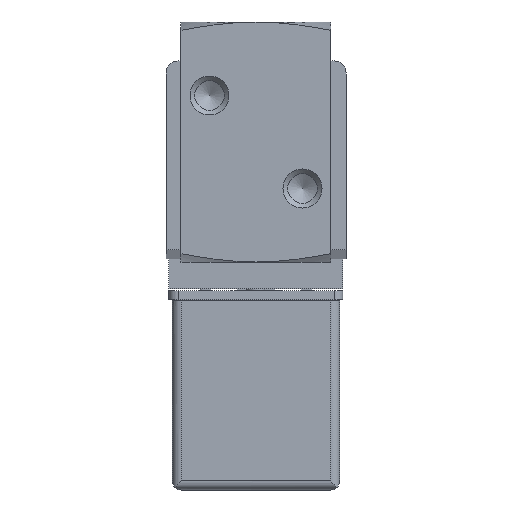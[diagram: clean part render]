
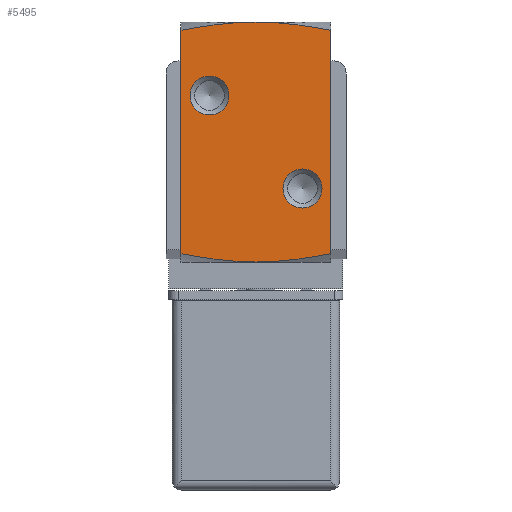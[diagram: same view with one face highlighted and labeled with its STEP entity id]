
A CAD part, front view. The second image highlights one B-rep face of the part: STEP entity #5495.
In plain terms, the highlighted planar face has unit normal (0, -1, 0).
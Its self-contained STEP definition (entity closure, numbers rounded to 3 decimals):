
#170=CIRCLE('',#6390,3.25);
#171=CIRCLE('',#6391,3.25);
#422=B_SPLINE_CURVE_WITH_KNOTS('',3,(#8817,#8818,#8819,#8820),
 .UNSPECIFIED.,.F.,.F.,(4,4),(0.026,0.038),
 .UNSPECIFIED.);
#423=B_SPLINE_CURVE_WITH_KNOTS('',3,(#8822,#8823,#8824,#8825,#8826),
 .UNSPECIFIED.,.F.,.F.,(4,1,4),(0.038,0.044,0.051),
 .UNSPECIFIED.);
#425=B_SPLINE_CURVE_WITH_KNOTS('',3,(#8841,#8842,#8843,#8844,#8845),
 .UNSPECIFIED.,.F.,.F.,(4,1,4),(0.038,0.044,0.051),
 .UNSPECIFIED.);
#426=B_SPLINE_CURVE_WITH_KNOTS('',3,(#8847,#8848,#8849,#8850),
 .UNSPECIFIED.,.F.,.F.,(4,4),(0.026,0.038),
 .UNSPECIFIED.);
#599=ORIENTED_EDGE('',*,*,#2138,.F.);
#600=ORIENTED_EDGE('',*,*,#2139,.F.);
#601=ORIENTED_EDGE('',*,*,#2140,.T.);
#602=ORIENTED_EDGE('',*,*,#2130,.F.);
#603=ORIENTED_EDGE('',*,*,#2137,.F.);
#604=ORIENTED_EDGE('',*,*,#2041,.F.);
#605=ORIENTED_EDGE('',*,*,#2136,.F.);
#606=ORIENTED_EDGE('',*,*,#2129,.F.);
#2041=EDGE_CURVE('',#2832,#2833,#3370,.T.);
#2129=EDGE_CURVE('',#2900,#2899,#422,.T.);
#2130=EDGE_CURVE('',#2901,#2902,#423,.T.);
#2136=EDGE_CURVE('',#2899,#2832,#425,.T.);
#2137=EDGE_CURVE('',#2833,#2901,#426,.T.);
#2138=EDGE_CURVE('',#2905,#2905,#170,.T.);
#2139=EDGE_CURVE('',#2906,#2906,#171,.T.);
#2140=EDGE_CURVE('',#2900,#2902,#3387,.T.);
#2832=VERTEX_POINT('',#8501);
#2833=VERTEX_POINT('',#8502);
#2899=VERTEX_POINT('',#8808);
#2900=VERTEX_POINT('',#8816);
#2901=VERTEX_POINT('',#8827);
#2902=VERTEX_POINT('',#8828);
#2905=VERTEX_POINT('',#8853);
#2906=VERTEX_POINT('',#8855);
#3370=LINE('',#8500,#3870);
#3387=LINE('',#8856,#3887);
#3870=VECTOR('',#6880,1000.);
#3887=VECTOR('',#7047,1000.);
#4424=EDGE_LOOP('',(#599));
#4425=EDGE_LOOP('',(#600));
#4426=EDGE_LOOP('',(#601,#602,#603,#604,#605,#606));
#4858=FACE_BOUND('',#4424,.T.);
#4859=FACE_BOUND('',#4425,.T.);
#4860=FACE_BOUND('',#4426,.T.);
#5255=PLANE('',#6389);
#5495=ADVANCED_FACE('',(#4858,#4859,#4860),#5255,.F.);
#6389=AXIS2_PLACEMENT_3D('',#8851,#7041,#7042);
#6390=AXIS2_PLACEMENT_3D('',#8852,#7043,#7044);
#6391=AXIS2_PLACEMENT_3D('',#8854,#7045,#7046);
#6880=DIRECTION('',(0.,0.,-1.));
#7041=DIRECTION('',(0.,1.,0.));
#7042=DIRECTION('',(0.,0.,1.));
#7043=DIRECTION('',(0.,-1.,0.));
#7044=DIRECTION('',(0.,0.,-1.));
#7045=DIRECTION('',(0.,-1.,0.));
#7046=DIRECTION('',(0.,0.,-1.));
#7047=DIRECTION('',(0.,0.,-1.));
#8500=CARTESIAN_POINT('',(12.5,-12.5,20.));
#8501=CARTESIAN_POINT('',(12.5,-12.5,18.613));
#8502=CARTESIAN_POINT('',(12.5,-12.5,-18.613));
#8808=CARTESIAN_POINT('',(0.,-12.5,20.));
#8816=CARTESIAN_POINT('',(-12.5,-12.5,18.613));
#8817=CARTESIAN_POINT('',(-12.5,-12.5,18.613));
#8818=CARTESIAN_POINT('',(-8.393,-12.5,19.391));
#8819=CARTESIAN_POINT('',(-4.254,-12.5,20.));
#8820=CARTESIAN_POINT('',(0.,-12.5,20.));
#8822=CARTESIAN_POINT('',(0.,-12.5,-20.));
#8823=CARTESIAN_POINT('',(-2.115,-12.5,-20.));
#8824=CARTESIAN_POINT('',(-6.331,-12.5,-19.695));
#8825=CARTESIAN_POINT('',(-10.447,-12.5,-19.002));
#8826=CARTESIAN_POINT('',(-12.5,-12.5,-18.613));
#8827=CARTESIAN_POINT('',(0.,-12.5,-20.));
#8828=CARTESIAN_POINT('',(-12.5,-12.5,-18.613));
#8841=CARTESIAN_POINT('',(0.,-12.5,20.));
#8842=CARTESIAN_POINT('',(2.115,-12.5,20.));
#8843=CARTESIAN_POINT('',(6.331,-12.5,19.695));
#8844=CARTESIAN_POINT('',(10.447,-12.5,19.002));
#8845=CARTESIAN_POINT('',(12.5,-12.5,18.613));
#8847=CARTESIAN_POINT('',(12.5,-12.5,-18.613));
#8848=CARTESIAN_POINT('',(8.393,-12.5,-19.391));
#8849=CARTESIAN_POINT('',(4.254,-12.5,-20.));
#8850=CARTESIAN_POINT('',(0.,-12.5,-20.));
#8851=CARTESIAN_POINT('',(-12.5,-12.5,20.));
#8852=CARTESIAN_POINT('',(7.75,-12.5,-7.75));
#8853=CARTESIAN_POINT('',(7.75,-12.5,-11.));
#8854=CARTESIAN_POINT('',(-7.75,-12.5,7.75));
#8855=CARTESIAN_POINT('',(-7.75,-12.5,4.5));
#8856=CARTESIAN_POINT('',(-12.5,-12.5,20.));
